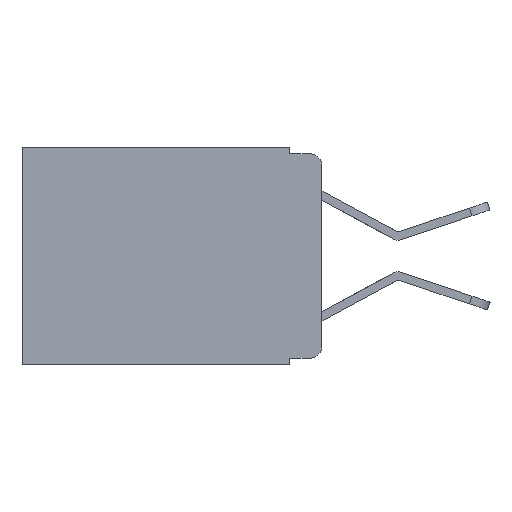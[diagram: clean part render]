
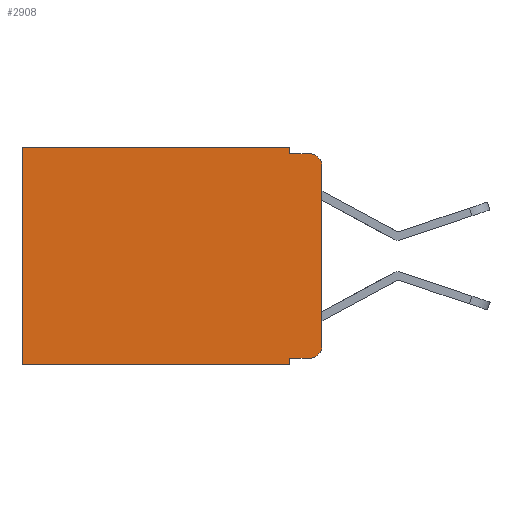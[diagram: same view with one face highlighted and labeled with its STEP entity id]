
A CAD part, left-side view. The second image highlights one B-rep face of the part: STEP entity #2908.
In plain terms, the highlighted planar face has unit normal (-1, 0, 0).
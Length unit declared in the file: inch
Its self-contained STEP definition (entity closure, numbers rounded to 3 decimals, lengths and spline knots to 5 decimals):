
#124 = EDGE_CURVE ( 'NONE', #1103, #9961, #3441, .T. ) ;
#205 = VECTOR ( 'NONE', #10082, 39.37008 ) ;
#468 = ORIENTED_EDGE ( 'NONE', *, *, #13624, .T. ) ;
#600 = EDGE_LOOP ( 'NONE', ( #6784, #5906, #8642, #10399, #2935, #468, #1493, #5923, #10755, #7594 ) ) ;
#663 = VERTEX_POINT ( 'NONE', #9231 ) ;
#786 = DIRECTION ( 'NONE',  ( -1., 0., 0. ) ) ;
#1103 = VERTEX_POINT ( 'NONE', #12000 ) ;
#1305 = CIRCLE ( 'NONE', #11425, 0.02 ) ;
#1329 = LINE ( 'NONE', #12525, #13014 ) ;
#1479 = CARTESIAN_POINT ( 'NONE',  ( 0.298, 0.051, -0.333 ) ) ;
#1493 = ORIENTED_EDGE ( 'NONE', *, *, #11510, .F. ) ;
#1525 = CARTESIAN_POINT ( 'NONE',  ( 0.298, 0.051, 0. ) ) ;
#1611 = DIRECTION ( 'NONE',  ( -1., 0., 0. ) ) ;
#1703 = VERTEX_POINT ( 'NONE', #2268 ) ;
#1852 = DIRECTION ( 'NONE',  ( 1., 0., 0. ) ) ;
#1950 = DIRECTION ( 'NONE',  ( 0., 0., -1. ) ) ;
#2090 = VECTOR ( 'NONE', #3591, 39.37008 ) ;
#2268 = CARTESIAN_POINT ( 'NONE',  ( 0.298, 0.02, -0.01 ) ) ;
#2631 = DIRECTION ( 'NONE',  ( 0., 1., 0. ) ) ;
#2633 = FACE_OUTER_BOUND ( 'NONE', #600, .T. ) ;
#2695 = VERTEX_POINT ( 'NONE', #3843 ) ;
#2781 = DIRECTION ( 'NONE',  ( 0., 0., -1. ) ) ;
#2908 = ADVANCED_FACE ( 'NONE', ( #2633 ), #13234, .F. ) ;
#2935 = ORIENTED_EDGE ( 'NONE', *, *, #13709, .T. ) ;
#3064 = CARTESIAN_POINT ( 'NONE',  ( 0.298, 0.473, 0. ) ) ;
#3441 = LINE ( 'NONE', #1479, #6094 ) ;
#3591 = DIRECTION ( 'NONE',  ( 0., 0., -1. ) ) ;
#3602 = LINE ( 'NONE', #8821, #205 ) ;
#3838 = CIRCLE ( 'NONE', #8175, 0.02 ) ;
#3843 = CARTESIAN_POINT ( 'NONE',  ( 0.298, 0.473, -0.343 ) ) ;
#4221 = VERTEX_POINT ( 'NONE', #14246 ) ;
#4748 = VECTOR ( 'NONE', #2631, 39.37008 ) ;
#4967 = LINE ( 'NONE', #10716, #11308 ) ;
#5410 = LINE ( 'NONE', #13858, #8072 ) ;
#5601 = VECTOR ( 'NONE', #7422, 39.37008 ) ;
#5906 = ORIENTED_EDGE ( 'NONE', *, *, #6937, .T. ) ;
#5923 = ORIENTED_EDGE ( 'NONE', *, *, #10682, .F. ) ;
#6094 = VECTOR ( 'NONE', #7171, 39.37008 ) ;
#6293 = DIRECTION ( 'NONE',  ( 0., 0., -1. ) ) ;
#6784 = ORIENTED_EDGE ( 'NONE', *, *, #9554, .F. ) ;
#6807 = AXIS2_PLACEMENT_3D ( 'NONE', #8790, #1852, #1950 ) ;
#6937 = EDGE_CURVE ( 'NONE', #12375, #1703, #3838, .T. ) ;
#7171 = DIRECTION ( 'NONE',  ( 0., -1., 0. ) ) ;
#7394 = CARTESIAN_POINT ( 'NONE',  ( 0.298, 0.02, -0.03 ) ) ;
#7422 = DIRECTION ( 'NONE',  ( 0., 0., -1. ) ) ;
#7434 = EDGE_CURVE ( 'NONE', #11451, #4221, #5410, .T. ) ;
#7594 = ORIENTED_EDGE ( 'NONE', *, *, #14188, .T. ) ;
#8016 = DIRECTION ( 'NONE',  ( 0., 1., 0. ) ) ;
#8072 = VECTOR ( 'NONE', #9389, 39.37008 ) ;
#8175 = AXIS2_PLACEMENT_3D ( 'NONE', #7394, #1611, #2781 ) ;
#8181 = CARTESIAN_POINT ( 'NONE',  ( 0.298, 0., -0.343 ) ) ;
#8423 = EDGE_CURVE ( 'NONE', #4221, #1703, #3602, .T. ) ;
#8642 = ORIENTED_EDGE ( 'NONE', *, *, #8423, .F. ) ;
#8790 = CARTESIAN_POINT ( 'NONE',  ( 0.298, 0., 0. ) ) ;
#8821 = CARTESIAN_POINT ( 'NONE',  ( 0.298, 0.051, -0.01 ) ) ;
#9231 = CARTESIAN_POINT ( 'NONE',  ( 0.298, 0.051, -0.343 ) ) ;
#9257 = CARTESIAN_POINT ( 'NONE',  ( 0.298, 0.02, -0.333 ) ) ;
#9263 = VERTEX_POINT ( 'NONE', #10524 ) ;
#9360 = LINE ( 'NONE', #3064, #5601 ) ;
#9389 = DIRECTION ( 'NONE',  ( 0., 0., -1. ) ) ;
#9554 = EDGE_CURVE ( 'NONE', #12375, #9263, #4967, .T. ) ;
#9751 = VERTEX_POINT ( 'NONE', #10123 ) ;
#9961 = VERTEX_POINT ( 'NONE', #9257 ) ;
#10082 = DIRECTION ( 'NONE',  ( 0., -1., 0. ) ) ;
#10123 = CARTESIAN_POINT ( 'NONE',  ( 0.298, 0.473, 0. ) ) ;
#10399 = ORIENTED_EDGE ( 'NONE', *, *, #7434, .F. ) ;
#10524 = CARTESIAN_POINT ( 'NONE',  ( 0.298, 0., -0.313 ) ) ;
#10682 = EDGE_CURVE ( 'NONE', #1103, #663, #12183, .T. ) ;
#10716 = CARTESIAN_POINT ( 'NONE',  ( 0.298, 0., 0. ) ) ;
#10755 = ORIENTED_EDGE ( 'NONE', *, *, #124, .T. ) ;
#11308 = VECTOR ( 'NONE', #6293, 39.37008 ) ;
#11425 = AXIS2_PLACEMENT_3D ( 'NONE', #12084, #786, #13211 ) ;
#11451 = VERTEX_POINT ( 'NONE', #11551 ) ;
#11510 = EDGE_CURVE ( 'NONE', #663, #2695, #14433, .T. ) ;
#11551 = CARTESIAN_POINT ( 'NONE',  ( 0.298, 0.051, 0. ) ) ;
#11982 = CARTESIAN_POINT ( 'NONE',  ( 0.298, 0., -0.03 ) ) ;
#12000 = CARTESIAN_POINT ( 'NONE',  ( 0.298, 0.051, -0.333 ) ) ;
#12084 = CARTESIAN_POINT ( 'NONE',  ( 0.298, 0.02, -0.313 ) ) ;
#12183 = LINE ( 'NONE', #1525, #2090 ) ;
#12375 = VERTEX_POINT ( 'NONE', #11982 ) ;
#12525 = CARTESIAN_POINT ( 'NONE',  ( 0.298, 0., 0. ) ) ;
#13014 = VECTOR ( 'NONE', #8016, 39.37008 ) ;
#13211 = DIRECTION ( 'NONE',  ( 0., 0., -1. ) ) ;
#13234 = PLANE ( 'NONE',  #6807 ) ;
#13624 = EDGE_CURVE ( 'NONE', #9751, #2695, #9360, .T. ) ;
#13709 = EDGE_CURVE ( 'NONE', #11451, #9751, #1329, .T. ) ;
#13858 = CARTESIAN_POINT ( 'NONE',  ( 0.298, 0.051, 0. ) ) ;
#14188 = EDGE_CURVE ( 'NONE', #9961, #9263, #1305, .T. ) ;
#14246 = CARTESIAN_POINT ( 'NONE',  ( 0.298, 0.051, -0.01 ) ) ;
#14433 = LINE ( 'NONE', #8181, #4748 ) ;
